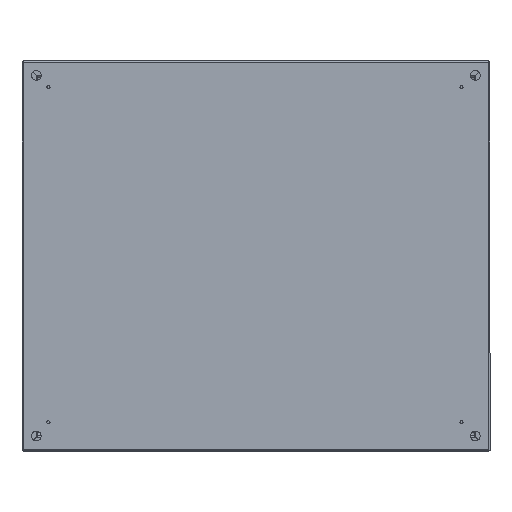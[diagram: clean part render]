
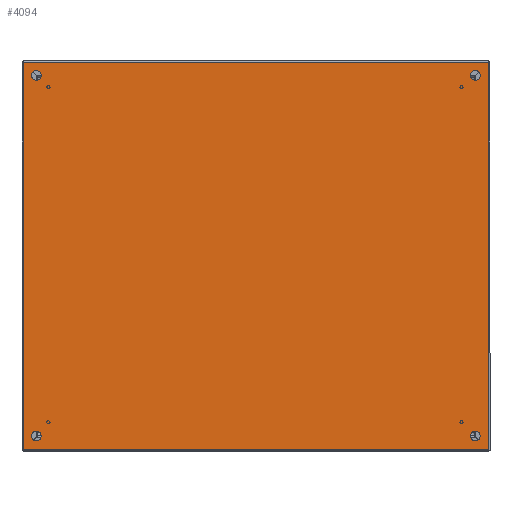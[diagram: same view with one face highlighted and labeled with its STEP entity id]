
A CAD part, top view. The second image highlights one B-rep face of the part: STEP entity #4094.
In plain terms, the highlighted face is planar.
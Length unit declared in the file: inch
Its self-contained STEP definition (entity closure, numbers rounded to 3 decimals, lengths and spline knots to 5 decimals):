
#82 = ORIENTED_EDGE ( 'NONE', *, *, #27312, .T. ) ;
#222 = ORIENTED_EDGE ( 'NONE', *, *, #11622, .T. ) ;
#544 = DIRECTION ( 'NONE',  ( 1., 0., 0. ) ) ;
#631 = EDGE_CURVE ( 'NONE', #27060, #23345, #3779, .T. ) ;
#849 = DIRECTION ( 'NONE',  ( 1., 0., 0. ) ) ;
#944 = ORIENTED_EDGE ( 'NONE', *, *, #15459, .T. ) ;
#1130 = EDGE_LOOP ( 'NONE', ( #11685, #82 ) ) ;
#1143 = ORIENTED_EDGE ( 'NONE', *, *, #27436, .F. ) ;
#1362 = DIRECTION ( 'NONE',  ( 0., -1., 0. ) ) ;
#2288 = VERTEX_POINT ( 'NONE', #14547 ) ;
#2663 = DIRECTION ( 'NONE',  ( 1., 0., 0. ) ) ;
#2762 = VERTEX_POINT ( 'NONE', #5662 ) ;
#2961 = DIRECTION ( 'NONE',  ( 1., 0., 0. ) ) ;
#3198 = AXIS2_PLACEMENT_3D ( 'NONE', #18877, #19009, #17081 ) ;
#3207 = EDGE_CURVE ( 'NONE', #18244, #12943, #17298, .T. ) ;
#3356 = CARTESIAN_POINT ( 'NONE',  ( 0., 0.057, 9.943 ) ) ;
#3515 = CARTESIAN_POINT ( 'NONE',  ( 0., 0.057, 9.914 ) ) ;
#3779 = CIRCLE ( 'NONE', #15970, 0.25 ) ;
#3820 = CARTESIAN_POINT ( 'NONE',  ( 0., 23.015, -9.25 ) ) ;
#4094 = ADVANCED_FACE ( 'NONE', ( #28770, #4145, #8555, #15297, #24302 ), #22953, .F. ) ;
#4145 = FACE_BOUND ( 'NONE', #27515, .T. ) ;
#4978 = CARTESIAN_POINT ( 'NONE',  ( 0., 0.751, -9.25 ) ) ;
#5088 = DIRECTION ( 'NONE',  ( 0., 0., -1. ) ) ;
#5526 = CIRCLE ( 'NONE', #29067, 0.25 ) ;
#5662 = CARTESIAN_POINT ( 'NONE',  ( 0., 0.501, 9.25 ) ) ;
#6571 = AXIS2_PLACEMENT_3D ( 'NONE', #18547, #2961, #7080 ) ;
#6783 = ORIENTED_EDGE ( 'NONE', *, *, #17658, .T. ) ;
#7080 = DIRECTION ( 'NONE',  ( 0., -1., 0. ) ) ;
#7625 = CARTESIAN_POINT ( 'NONE',  ( 0., 0.751, 9.25 ) ) ;
#7956 = CARTESIAN_POINT ( 'NONE',  ( 0., 23.515, -9.25 ) ) ;
#8053 = EDGE_LOOP ( 'NONE', ( #11255, #14145, #1143, #6783 ) ) ;
#8487 = VECTOR ( 'NONE', #18522, 39.37008 ) ;
#8555 = FACE_BOUND ( 'NONE', #1130, .T. ) ;
#8704 = EDGE_CURVE ( 'NONE', #12943, #18244, #15052, .T. ) ;
#9080 = LINE ( 'NONE', #24666, #25083 ) ;
#9193 = AXIS2_PLACEMENT_3D ( 'NONE', #14592, #17094, #1362 ) ;
#9211 = CARTESIAN_POINT ( 'NONE',  ( 0., 23.943, 9.914 ) ) ;
#9543 = DIRECTION ( 'NONE',  ( 1., 0., 0. ) ) ;
#9590 = CARTESIAN_POINT ( 'NONE',  ( 0., 1.001, -9.25 ) ) ;
#9685 = LINE ( 'NONE', #3356, #8487 ) ;
#9824 = CARTESIAN_POINT ( 'NONE',  ( 0., 23.265, -9.25 ) ) ;
#9844 = VERTEX_POINT ( 'NONE', #13603 ) ;
#10311 = CARTESIAN_POINT ( 'NONE',  ( 0., 23.265, -9.25 ) ) ;
#11255 = ORIENTED_EDGE ( 'NONE', *, *, #23574, .F. ) ;
#11622 = EDGE_CURVE ( 'NONE', #24407, #12270, #12836, .T. ) ;
#11685 = ORIENTED_EDGE ( 'NONE', *, *, #631, .T. ) ;
#11698 = LINE ( 'NONE', #23316, #25131 ) ;
#11953 = ORIENTED_EDGE ( 'NONE', *, *, #8704, .T. ) ;
#12014 = DIRECTION ( 'NONE',  ( 0., -1., 0. ) ) ;
#12270 = VERTEX_POINT ( 'NONE', #19685 ) ;
#12314 = DIRECTION ( 'NONE',  ( 0., -1., 0. ) ) ;
#12836 = CIRCLE ( 'NONE', #16602, 0.25 ) ;
#12881 = VECTOR ( 'NONE', #23512, 39.37008 ) ;
#12943 = VERTEX_POINT ( 'NONE', #19858 ) ;
#13216 = CARTESIAN_POINT ( 'NONE',  ( 0., 23.515, 9.25 ) ) ;
#13402 = EDGE_LOOP ( 'NONE', ( #19927, #18970 ) ) ;
#13603 = CARTESIAN_POINT ( 'NONE',  ( 0., 1.001, 9.25 ) ) ;
#13785 = EDGE_CURVE ( 'NONE', #2762, #9844, #5526, .T. ) ;
#14145 = ORIENTED_EDGE ( 'NONE', *, *, #15061, .T. ) ;
#14547 = CARTESIAN_POINT ( 'NONE',  ( 0., 0.057, 9.914 ) ) ;
#14592 = CARTESIAN_POINT ( 'NONE',  ( 0., 0.751, -9.25 ) ) ;
#15052 = CIRCLE ( 'NONE', #17399, 0.25 ) ;
#15061 = EDGE_CURVE ( 'NONE', #20343, #27253, #11698, .T. ) ;
#15297 = FACE_BOUND ( 'NONE', #13402, .T. ) ;
#15459 = EDGE_CURVE ( 'NONE', #12270, #24407, #21385, .T. ) ;
#15970 = AXIS2_PLACEMENT_3D ( 'NONE', #10311, #19274, #28306 ) ;
#16433 = CARTESIAN_POINT ( 'NONE',  ( 0., 0.751, 9.25 ) ) ;
#16436 = LINE ( 'NONE', #3515, #12881 ) ;
#16578 = DIRECTION ( 'NONE',  ( 1., 0., 0. ) ) ;
#16602 = AXIS2_PLACEMENT_3D ( 'NONE', #4978, #544, #12014 ) ;
#16876 = CARTESIAN_POINT ( 'NONE',  ( 0., 23.943, -9.914 ) ) ;
#17081 = DIRECTION ( 'NONE',  ( 0., -1., 0. ) ) ;
#17094 = DIRECTION ( 'NONE',  ( 1., 0., 0. ) ) ;
#17298 = CIRCLE ( 'NONE', #3198, 0.25 ) ;
#17399 = AXIS2_PLACEMENT_3D ( 'NONE', #22809, #2663, #23387 ) ;
#17528 = AXIS2_PLACEMENT_3D ( 'NONE', #9824, #9543, #19092 ) ;
#17658 = EDGE_CURVE ( 'NONE', #21805, #2288, #9685, .T. ) ;
#18054 = DIRECTION ( 'NONE',  ( 0., 1., 0. ) ) ;
#18244 = VERTEX_POINT ( 'NONE', #13216 ) ;
#18445 = EDGE_CURVE ( 'NONE', #9844, #2762, #27425, .T. ) ;
#18522 = DIRECTION ( 'NONE',  ( 0., 0., 1. ) ) ;
#18547 = CARTESIAN_POINT ( 'NONE',  ( 0., 0.057, 9.943 ) ) ;
#18877 = CARTESIAN_POINT ( 'NONE',  ( 0., 23.265, 9.25 ) ) ;
#18970 = ORIENTED_EDGE ( 'NONE', *, *, #18445, .T. ) ;
#19009 = DIRECTION ( 'NONE',  ( 1., 0., 0. ) ) ;
#19092 = DIRECTION ( 'NONE',  ( 0., -1., 0. ) ) ;
#19274 = DIRECTION ( 'NONE',  ( 1., 0., 0. ) ) ;
#19685 = CARTESIAN_POINT ( 'NONE',  ( 0., 0.501, -9.25 ) ) ;
#19858 = CARTESIAN_POINT ( 'NONE',  ( 0., 23.015, 9.25 ) ) ;
#19927 = ORIENTED_EDGE ( 'NONE', *, *, #13785, .T. ) ;
#20343 = VERTEX_POINT ( 'NONE', #9211 ) ;
#21147 = DIRECTION ( 'NONE',  ( 0., -1., 0. ) ) ;
#21385 = CIRCLE ( 'NONE', #9193, 0.25 ) ;
#21757 = AXIS2_PLACEMENT_3D ( 'NONE', #16433, #16578, #21147 ) ;
#21805 = VERTEX_POINT ( 'NONE', #23468 ) ;
#21936 = ORIENTED_EDGE ( 'NONE', *, *, #3207, .T. ) ;
#22809 = CARTESIAN_POINT ( 'NONE',  ( 0., 23.265, 9.25 ) ) ;
#22953 = PLANE ( 'NONE',  #6571 ) ;
#23316 = CARTESIAN_POINT ( 'NONE',  ( 0., 23.943, -9.943 ) ) ;
#23345 = VERTEX_POINT ( 'NONE', #7956 ) ;
#23387 = DIRECTION ( 'NONE',  ( 0., -1., 0. ) ) ;
#23468 = CARTESIAN_POINT ( 'NONE',  ( 0., 0.057, -9.914 ) ) ;
#23506 = EDGE_LOOP ( 'NONE', ( #11953, #21936 ) ) ;
#23512 = DIRECTION ( 'NONE',  ( 0., -1., 0. ) ) ;
#23574 = EDGE_CURVE ( 'NONE', #20343, #2288, #16436, .T. ) ;
#24302 = FACE_BOUND ( 'NONE', #23506, .T. ) ;
#24407 = VERTEX_POINT ( 'NONE', #9590 ) ;
#24666 = CARTESIAN_POINT ( 'NONE',  ( 0., 23.943, -9.914 ) ) ;
#25083 = VECTOR ( 'NONE', #18054, 39.37008 ) ;
#25131 = VECTOR ( 'NONE', #5088, 39.37008 ) ;
#26023 = CIRCLE ( 'NONE', #17528, 0.25 ) ;
#27060 = VERTEX_POINT ( 'NONE', #3820 ) ;
#27253 = VERTEX_POINT ( 'NONE', #16876 ) ;
#27312 = EDGE_CURVE ( 'NONE', #23345, #27060, #26023, .T. ) ;
#27425 = CIRCLE ( 'NONE', #21757, 0.25 ) ;
#27436 = EDGE_CURVE ( 'NONE', #21805, #27253, #9080, .T. ) ;
#27515 = EDGE_LOOP ( 'NONE', ( #944, #222 ) ) ;
#28306 = DIRECTION ( 'NONE',  ( 0., -1., 0. ) ) ;
#28770 = FACE_OUTER_BOUND ( 'NONE', #8053, .T. ) ;
#29067 = AXIS2_PLACEMENT_3D ( 'NONE', #7625, #849, #12314 ) ;
